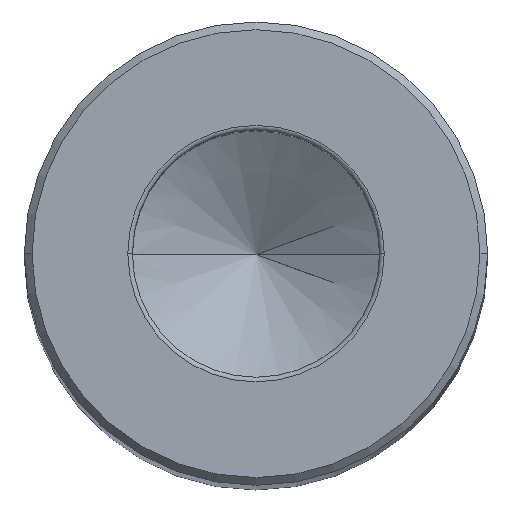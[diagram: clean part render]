
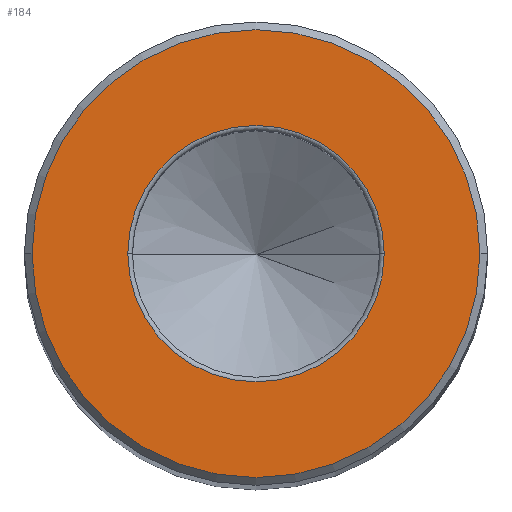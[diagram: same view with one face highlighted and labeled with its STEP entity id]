
A CAD part, top view. The second image highlights one B-rep face of the part: STEP entity #184.
In plain terms, the highlighted planar face has unit normal (0, 0, 1).
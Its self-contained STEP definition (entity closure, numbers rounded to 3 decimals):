
#5 = EDGE_LOOP ( 'NONE', ( #515, #417 ) ) ;
#18 = DIRECTION ( 'NONE',  ( 1., 0., 0. ) ) ;
#24 = EDGE_CURVE ( 'NONE', #131, #480, #365, .T. ) ;
#51 = FACE_BOUND ( 'NONE', #5, .T. ) ;
#53 = CARTESIAN_POINT ( 'NONE',  ( 0., 0., 0. ) ) ;
#60 = CARTESIAN_POINT ( 'NONE',  ( -14.5, 0., 0. ) ) ;
#62 = CARTESIAN_POINT ( 'NONE',  ( -8.3, 0., 0. ) ) ;
#93 = DIRECTION ( 'NONE',  ( 1., 0., 0. ) ) ;
#94 = EDGE_CURVE ( 'NONE', #245, #256, #372, .T. ) ;
#115 = DIRECTION ( 'NONE',  ( 0., 0., -1. ) ) ;
#127 = AXIS2_PLACEMENT_3D ( 'NONE', #295, #244, #250 ) ;
#131 = VERTEX_POINT ( 'NONE', #60 ) ;
#143 = CARTESIAN_POINT ( 'NONE',  ( 0., 0., 0. ) ) ;
#158 = DIRECTION ( 'NONE',  ( 0., 0., -1. ) ) ;
#184 = ADVANCED_FACE ( 'NONE', ( #51, #540 ), #496, .T. ) ;
#194 = DIRECTION ( 'NONE',  ( 0., 0., 1. ) ) ;
#202 = AXIS2_PLACEMENT_3D ( 'NONE', #357, #158, #548 ) ;
#212 = DIRECTION ( 'NONE',  ( 0., 0., 1. ) ) ;
#213 = AXIS2_PLACEMENT_3D ( 'NONE', #53, #194, #93 ) ;
#244 = DIRECTION ( 'NONE',  ( 0., 0., 1. ) ) ;
#245 = VERTEX_POINT ( 'NONE', #62 ) ;
#250 = DIRECTION ( 'NONE',  ( 1., 0., 0. ) ) ;
#256 = VERTEX_POINT ( 'NONE', #597 ) ;
#259 = DIRECTION ( 'NONE',  ( 1., 0., 0. ) ) ;
#260 = EDGE_CURVE ( 'NONE', #256, #245, #382, .T. ) ;
#295 = CARTESIAN_POINT ( 'NONE',  ( 0., 0., 0. ) ) ;
#322 = ORIENTED_EDGE ( 'NONE', *, *, #354, .T. ) ;
#335 = EDGE_LOOP ( 'NONE', ( #397, #322 ) ) ;
#354 = EDGE_CURVE ( 'NONE', #480, #131, #416, .T. ) ;
#357 = CARTESIAN_POINT ( 'NONE',  ( 0., 0., 0. ) ) ;
#365 = CIRCLE ( 'NONE', #523, 14.5 ) ;
#372 = CIRCLE ( 'NONE', #524, 8.3 ) ;
#382 = CIRCLE ( 'NONE', #202, 8.3 ) ;
#397 = ORIENTED_EDGE ( 'NONE', *, *, #24, .T. ) ;
#409 = CARTESIAN_POINT ( 'NONE',  ( 14.5, 0., 0. ) ) ;
#416 = CIRCLE ( 'NONE', #213, 14.5 ) ;
#417 = ORIENTED_EDGE ( 'NONE', *, *, #94, .T. ) ;
#480 = VERTEX_POINT ( 'NONE', #409 ) ;
#496 = PLANE ( 'NONE',  #127 ) ;
#515 = ORIENTED_EDGE ( 'NONE', *, *, #260, .T. ) ;
#523 = AXIS2_PLACEMENT_3D ( 'NONE', #143, #212, #18 ) ;
#524 = AXIS2_PLACEMENT_3D ( 'NONE', #604, #115, #259 ) ;
#540 = FACE_OUTER_BOUND ( 'NONE', #335, .T. ) ;
#548 = DIRECTION ( 'NONE',  ( 1., 0., 0. ) ) ;
#597 = CARTESIAN_POINT ( 'NONE',  ( 8.3, 0., 0. ) ) ;
#604 = CARTESIAN_POINT ( 'NONE',  ( 0., 0., 0. ) ) ;
